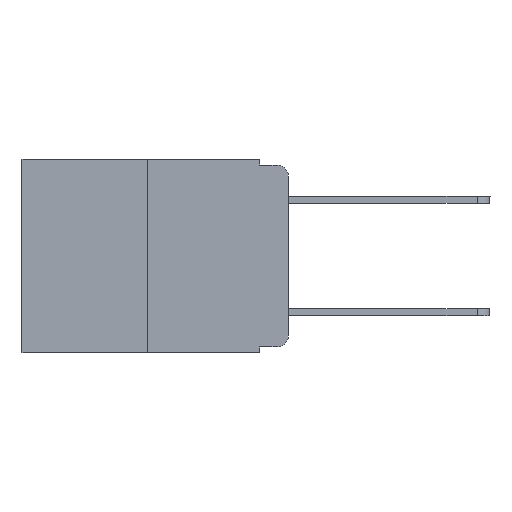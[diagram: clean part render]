
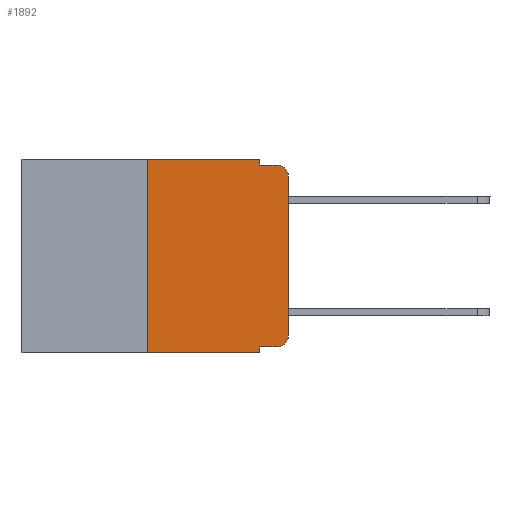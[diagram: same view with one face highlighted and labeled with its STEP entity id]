
A CAD part, left-side view. The second image highlights one B-rep face of the part: STEP entity #1892.
In plain terms, the highlighted planar face has unit normal (-1, 0, 0).
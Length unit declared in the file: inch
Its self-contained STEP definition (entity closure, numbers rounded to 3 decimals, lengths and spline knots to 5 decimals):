
#879 = VERTEX_POINT ( 'NONE', #19009 ) ;
#950 = DIRECTION ( 'NONE',  ( 0., -1., 0. ) ) ;
#969 = VECTOR ( 'NONE', #950, 39.37008 ) ;
#1348 = VERTEX_POINT ( 'NONE', #7716 ) ;
#1635 = EDGE_CURVE ( 'NONE', #2027, #1348, #5297, .T. ) ;
#1821 = VERTEX_POINT ( 'NONE', #9772 ) ;
#1851 = CIRCLE ( 'NONE', #21432, 0.02 ) ;
#1885 = ORIENTED_EDGE ( 'NONE', *, *, #2589, .F. ) ;
#1892 = ADVANCED_FACE ( 'NONE', ( #17956 ), #14777, .F. ) ;
#1937 = CARTESIAN_POINT ( 'NONE',  ( 0., 0.02, -0.01 ) ) ;
#2027 = VERTEX_POINT ( 'NONE', #9116 ) ;
#2042 = DIRECTION ( 'NONE',  ( 0., 0., -1. ) ) ;
#2589 = EDGE_CURVE ( 'NONE', #15782, #1821, #17669, .T. ) ;
#2689 = EDGE_CURVE ( 'NONE', #5499, #8379, #16890, .T. ) ;
#3567 = VERTEX_POINT ( 'NONE', #1937 ) ;
#4288 = DIRECTION ( 'NONE',  ( 0., 0., -1. ) ) ;
#4294 = EDGE_CURVE ( 'NONE', #1821, #3567, #11484, .T. ) ;
#4826 = EDGE_CURVE ( 'NONE', #1348, #3567, #1851, .T. ) ;
#4891 = VECTOR ( 'NONE', #18050, 39.37008 ) ;
#5259 = DIRECTION ( 'NONE',  ( 0., 0., -1. ) ) ;
#5297 = LINE ( 'NONE', #11952, #15756 ) ;
#5383 = VECTOR ( 'NONE', #17572, 39.37008 ) ;
#5466 = CARTESIAN_POINT ( 'NONE',  ( 0., 0.02, -0.03 ) ) ;
#5499 = VERTEX_POINT ( 'NONE', #20935 ) ;
#5937 = EDGE_CURVE ( 'NONE', #879, #2027, #16717, .T. ) ;
#5942 = EDGE_CURVE ( 'NONE', #8379, #15782, #21104, .T. ) ;
#6578 = CARTESIAN_POINT ( 'NONE',  ( 0., 0.051, 0. ) ) ;
#6723 = CARTESIAN_POINT ( 'NONE',  ( 0., 0.473, -0.343 ) ) ;
#7279 = ORIENTED_EDGE ( 'NONE', *, *, #19443, .T. ) ;
#7455 = ORIENTED_EDGE ( 'NONE', *, *, #4294, .F. ) ;
#7559 = CARTESIAN_POINT ( 'NONE',  ( 0., 0.051, 0. ) ) ;
#7716 = CARTESIAN_POINT ( 'NONE',  ( 0., 0., -0.03 ) ) ;
#8379 = VERTEX_POINT ( 'NONE', #19479 ) ;
#8473 = AXIS2_PLACEMENT_3D ( 'NONE', #9662, #16302, #11384 ) ;
#8490 = CARTESIAN_POINT ( 'NONE',  ( 0., 0.25, 0. ) ) ;
#9116 = CARTESIAN_POINT ( 'NONE',  ( 0., 0., -0.313 ) ) ;
#9453 = LINE ( 'NONE', #21335, #18228 ) ;
#9662 = CARTESIAN_POINT ( 'NONE',  ( 0., 0.473, 0. ) ) ;
#9772 = CARTESIAN_POINT ( 'NONE',  ( 0., 0.051, -0.01 ) ) ;
#10334 = DIRECTION ( 'NONE',  ( 0., 0., 1. ) ) ;
#10453 = AXIS2_PLACEMENT_3D ( 'NONE', #14529, #14225, #4288 ) ;
#10653 = VERTEX_POINT ( 'NONE', #10982 ) ;
#10796 = CARTESIAN_POINT ( 'NONE',  ( 0., 0.051, 0. ) ) ;
#10982 = CARTESIAN_POINT ( 'NONE',  ( 0., 0.051, -0.343 ) ) ;
#11384 = DIRECTION ( 'NONE',  ( 0., 0., -1. ) ) ;
#11483 = DIRECTION ( 'NONE',  ( 0., -1., 0. ) ) ;
#11484 = LINE ( 'NONE', #20685, #4891 ) ;
#11680 = ORIENTED_EDGE ( 'NONE', *, *, #5937, .T. ) ;
#11952 = CARTESIAN_POINT ( 'NONE',  ( 0., 0., 0. ) ) ;
#11988 = ORIENTED_EDGE ( 'NONE', *, *, #5942, .F. ) ;
#12558 = EDGE_CURVE ( 'NONE', #14676, #10653, #21550, .T. ) ;
#13155 = ORIENTED_EDGE ( 'NONE', *, *, #1635, .T. ) ;
#13499 = DIRECTION ( 'NONE',  ( 0., 0., 1. ) ) ;
#13657 = DIRECTION ( 'NONE',  ( -1., 0., 0. ) ) ;
#14225 = DIRECTION ( 'NONE',  ( -1., 0., 0. ) ) ;
#14529 = CARTESIAN_POINT ( 'NONE',  ( 0., 0.02, -0.313 ) ) ;
#14676 = VERTEX_POINT ( 'NONE', #21525 ) ;
#14777 = PLANE ( 'NONE',  #8473 ) ;
#15006 = DIRECTION ( 'NONE',  ( 0., -1., 0. ) ) ;
#15066 = VECTOR ( 'NONE', #15006, 39.37008 ) ;
#15756 = VECTOR ( 'NONE', #10334, 39.37008 ) ;
#15782 = VERTEX_POINT ( 'NONE', #7559 ) ;
#16228 = EDGE_LOOP ( 'NONE', ( #13155, #16337, #7455, #1885, #11988, #16674, #18782, #18109, #7279, #11680 ) ) ;
#16302 = DIRECTION ( 'NONE',  ( 1., 0., 0. ) ) ;
#16337 = ORIENTED_EDGE ( 'NONE', *, *, #4826, .T. ) ;
#16674 = ORIENTED_EDGE ( 'NONE', *, *, #2689, .F. ) ;
#16717 = CIRCLE ( 'NONE', #10453, 0.02 ) ;
#16765 = LINE ( 'NONE', #6723, #15066 ) ;
#16890 = LINE ( 'NONE', #8490, #21079 ) ;
#17374 = VECTOR ( 'NONE', #5259, 39.37008 ) ;
#17572 = DIRECTION ( 'NONE',  ( 0., 0., -1. ) ) ;
#17616 = CARTESIAN_POINT ( 'NONE',  ( 0., 0.473, 0. ) ) ;
#17669 = LINE ( 'NONE', #10796, #5383 ) ;
#17956 = FACE_OUTER_BOUND ( 'NONE', #16228, .T. ) ;
#18050 = DIRECTION ( 'NONE',  ( 0., -1., 0. ) ) ;
#18109 = ORIENTED_EDGE ( 'NONE', *, *, #12558, .F. ) ;
#18228 = VECTOR ( 'NONE', #11483, 39.37008 ) ;
#18782 = ORIENTED_EDGE ( 'NONE', *, *, #20423, .T. ) ;
#19009 = CARTESIAN_POINT ( 'NONE',  ( 0., 0.02, -0.333 ) ) ;
#19443 = EDGE_CURVE ( 'NONE', #14676, #879, #9453, .T. ) ;
#19479 = CARTESIAN_POINT ( 'NONE',  ( 0., 0.25, 0. ) ) ;
#20423 = EDGE_CURVE ( 'NONE', #5499, #10653, #16765, .T. ) ;
#20685 = CARTESIAN_POINT ( 'NONE',  ( 0., 0.051, -0.01 ) ) ;
#20935 = CARTESIAN_POINT ( 'NONE',  ( 0., 0.25, -0.343 ) ) ;
#21079 = VECTOR ( 'NONE', #13499, 39.37008 ) ;
#21104 = LINE ( 'NONE', #17616, #969 ) ;
#21335 = CARTESIAN_POINT ( 'NONE',  ( 0., 0.051, -0.333 ) ) ;
#21432 = AXIS2_PLACEMENT_3D ( 'NONE', #5466, #13657, #2042 ) ;
#21525 = CARTESIAN_POINT ( 'NONE',  ( 0., 0.051, -0.333 ) ) ;
#21550 = LINE ( 'NONE', #6578, #17374 ) ;
